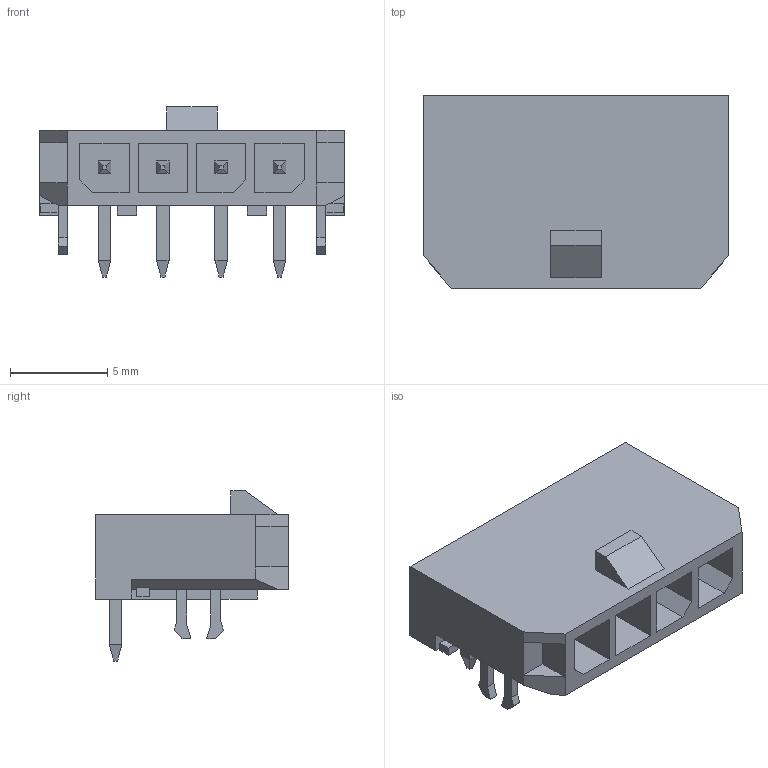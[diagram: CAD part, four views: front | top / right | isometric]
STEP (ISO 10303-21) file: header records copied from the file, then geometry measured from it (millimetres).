
FILE_DESCRIPTION(/* description */ (''),/* implementation_level */ '2;1');
FILE_NAME(/* name */ '436500403wbm000_01_214.stp',/* time_stamp */ '2022-06-14T09:56:56+05:00',/* author */ (''),/* organization */ (''),/* preprocessor_version */ 'ST-DEVELOPER v16.7',/* originating_system */ 'SIEMENS PLM Software NX 1919',/* authorisation */ '');
FILE_SCHEMA (('AUTOMOTIVE_DESIGN { 1 0 10303 214 3 1 1 1 }'));
Length unit declared in the file: millimetre
Products named in the file (1): 436500403wbm000_01
Bounding box: 15.65 x 9.9 x 8.75 mm (x, y, z)
Volume: 442.7 mm3; surface area: 885.8 mm2
Topology: 1 solids, 1 shells, 184 faces, 447 edges, 284 vertices
Faces by surface type: plane 180, cylinder 4
Entity records: 5247 total; most frequent: CARTESIAN_POINT 916, ORIENTED_EDGE 894, DIRECTION 825, EDGE_CURVE 447, LINE 439, VECTOR 439, VERTEX_POINT 284, EDGE_LOOP 203
